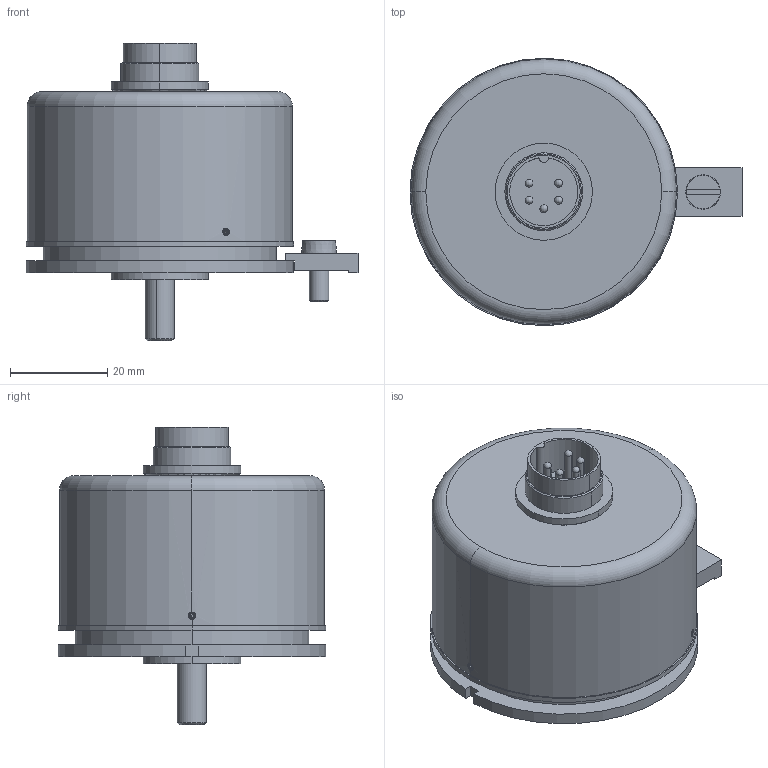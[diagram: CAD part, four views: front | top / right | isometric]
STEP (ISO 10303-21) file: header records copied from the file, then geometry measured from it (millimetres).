
FILE_DESCRIPTION (( 'STEP AP214' ), '1' );
FILE_NAME ('010001.STEP', '2010-03-01T10:52:46', ( 'novotechnik' ), ( 'novotechnik' ), 'SwSTEP 2.0', 'SolidWorks 2009', '' );
FILE_SCHEMA (( 'AUTOMOTIVE_DESIGN' ));
Length unit declared in the file: millimetre
Products named in the file (1): 010001
Bounding box: 68.25 x 55 x 61.24 mm (x, y, z)
Volume: 87393.2 mm3; surface area: 15205.2 mm2
Topology: 4 solids, 4 shells, 151 faces, 331 edges, 208 vertices
Faces by surface type: cylinder 74, plane 46, torus 14, cone 10, bspline 7
Entity records: 6057 total; most frequent: CARTESIAN_POINT 947, DIRECTION 773, ORIENTED_EDGE 642, AXIS2_PLACEMENT_3D 327, EDGE_CURVE 321, VERTEX_POINT 208, EDGE_LOOP 183, CIRCLE 182
